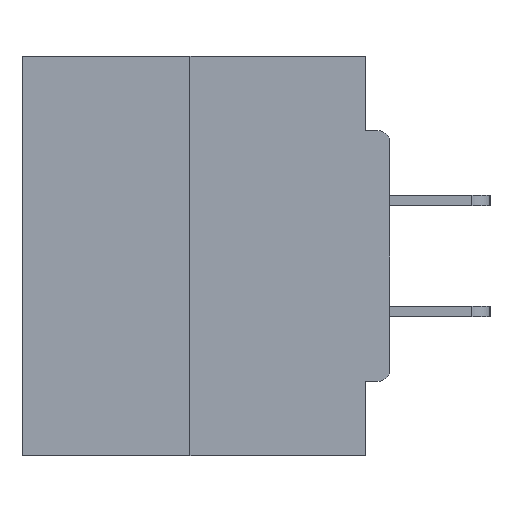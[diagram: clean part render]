
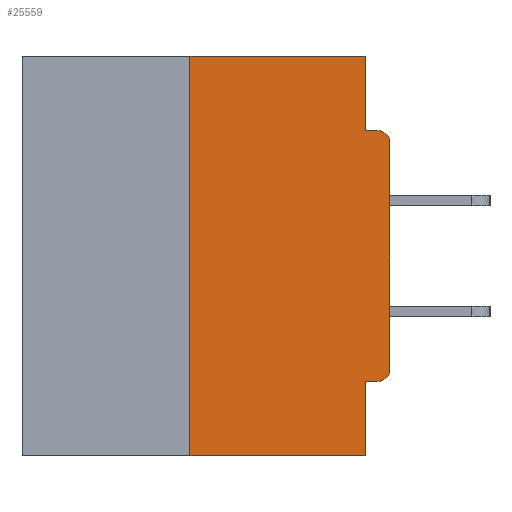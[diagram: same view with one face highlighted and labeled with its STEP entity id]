
A CAD part, left-side view. The second image highlights one B-rep face of the part: STEP entity #25559.
In plain terms, the highlighted planar face has unit normal (-1, 0, 0).
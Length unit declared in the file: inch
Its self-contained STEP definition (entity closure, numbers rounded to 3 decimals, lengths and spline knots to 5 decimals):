
#1663 = CARTESIAN_POINT ( 'NONE',  ( 0., 0.015, -0.4065 ) ) ;
#2026 = VECTOR ( 'NONE', #35872, 39.37008 ) ;
#2421 = CARTESIAN_POINT ( 'NONE',  ( 0., 0.015, -0.1085 ) ) ;
#2606 = DIRECTION ( 'NONE',  ( -1., 0., 0. ) ) ;
#2663 = VERTEX_POINT ( 'NONE', #1663 ) ;
#2977 = VECTOR ( 'NONE', #37029, 39.37008 ) ;
#2983 = LINE ( 'NONE', #11066, #2977 ) ;
#3489 = LINE ( 'NONE', #15689, #30094 ) ;
#3952 = CARTESIAN_POINT ( 'NONE',  ( 0., 0., -0.3915 ) ) ;
#5486 = VECTOR ( 'NONE', #9437, 39.37008 ) ;
#6258 = VERTEX_POINT ( 'NONE', #17092 ) ;
#6401 = VERTEX_POINT ( 'NONE', #28879 ) ;
#6566 = DIRECTION ( 'NONE',  ( 0., 0., -1. ) ) ;
#7242 = LINE ( 'NONE', #18329, #30045 ) ;
#7345 = CARTESIAN_POINT ( 'NONE',  ( 0., 0.031, 0. ) ) ;
#7819 = EDGE_CURVE ( 'NONE', #24912, #33930, #24544, .T. ) ;
#8836 = EDGE_CURVE ( 'NONE', #33930, #17273, #27554, .T. ) ;
#9258 = CARTESIAN_POINT ( 'NONE',  ( 0., 0.25, 0. ) ) ;
#9357 = VERTEX_POINT ( 'NONE', #31375 ) ;
#9387 = AXIS2_PLACEMENT_3D ( 'NONE', #33261, #19311, #19128 ) ;
#9437 = DIRECTION ( 'NONE',  ( 0., 0., 1. ) ) ;
#9439 = AXIS2_PLACEMENT_3D ( 'NONE', #35920, #21029, #6566 ) ;
#9600 = ORIENTED_EDGE ( 'NONE', *, *, #20121, .F. ) ;
#10112 = CARTESIAN_POINT ( 'NONE',  ( 0., 0., -0.1085 ) ) ;
#10119 = EDGE_CURVE ( 'NONE', #25475, #14978, #33400, .T. ) ;
#11066 = CARTESIAN_POINT ( 'NONE',  ( 0., 0.031, -0.5 ) ) ;
#11138 = EDGE_CURVE ( 'NONE', #14978, #18743, #13388, .T. ) ;
#11279 = LINE ( 'NONE', #26135, #29013 ) ;
#11670 = ORIENTED_EDGE ( 'NONE', *, *, #11138, .T. ) ;
#11943 = EDGE_CURVE ( 'NONE', #17273, #18743, #11279, .T. ) ;
#13388 = CIRCLE ( 'NONE', #24888, 0.015 ) ;
#13587 = CARTESIAN_POINT ( 'NONE',  ( 0., 0.031, -0.0935 ) ) ;
#14050 = DIRECTION ( 'NONE',  ( 0., 0., -1. ) ) ;
#14851 = DIRECTION ( 'NONE',  ( 0., -1., 0. ) ) ;
#14949 = ORIENTED_EDGE ( 'NONE', *, *, #26644, .T. ) ;
#14978 = VERTEX_POINT ( 'NONE', #10112 ) ;
#15689 = CARTESIAN_POINT ( 'NONE',  ( 0., 0., -0.4065 ) ) ;
#15762 = FACE_OUTER_BOUND ( 'NONE', #33506, .T. ) ;
#16505 = PLANE ( 'NONE',  #9387 ) ;
#17092 = CARTESIAN_POINT ( 'NONE',  ( 0., 0.25, -0.5 ) ) ;
#17215 = CIRCLE ( 'NONE', #9439, 0.015 ) ;
#17273 = VERTEX_POINT ( 'NONE', #13587 ) ;
#18329 = CARTESIAN_POINT ( 'NONE',  ( 0., 0.46, -0.5 ) ) ;
#18743 = VERTEX_POINT ( 'NONE', #28808 ) ;
#19128 = DIRECTION ( 'NONE',  ( 0., 0., -1. ) ) ;
#19311 = DIRECTION ( 'NONE',  ( 1., 0., 0. ) ) ;
#19506 = ORIENTED_EDGE ( 'NONE', *, *, #10119, .T. ) ;
#19688 = EDGE_CURVE ( 'NONE', #2663, #6401, #3489, .T. ) ;
#20121 = EDGE_CURVE ( 'NONE', #6258, #24912, #32014, .T. ) ;
#21029 = DIRECTION ( 'NONE',  ( -1., 0., 0. ) ) ;
#21134 = DIRECTION ( 'NONE',  ( 0., 1., 0. ) ) ;
#21794 = ORIENTED_EDGE ( 'NONE', *, *, #19688, .F. ) ;
#24160 = DIRECTION ( 'NONE',  ( 0., -1., 0. ) ) ;
#24175 = CARTESIAN_POINT ( 'NONE',  ( 0., 0.46, 0. ) ) ;
#24544 = LINE ( 'NONE', #24175, #30694 ) ;
#24745 = VECTOR ( 'NONE', #30023, 39.37008 ) ;
#24888 = AXIS2_PLACEMENT_3D ( 'NONE', #2421, #2606, #14050 ) ;
#24912 = VERTEX_POINT ( 'NONE', #29924 ) ;
#25475 = VERTEX_POINT ( 'NONE', #3952 ) ;
#25559 = ADVANCED_FACE ( 'NONE', ( #15762 ), #16505, .F. ) ;
#26135 = CARTESIAN_POINT ( 'NONE',  ( 0., 0., -0.0935 ) ) ;
#26381 = ORIENTED_EDGE ( 'NONE', *, *, #28845, .F. ) ;
#26644 = EDGE_CURVE ( 'NONE', #2663, #25475, #17215, .T. ) ;
#27554 = LINE ( 'NONE', #30210, #24745 ) ;
#28808 = CARTESIAN_POINT ( 'NONE',  ( 0., 0.015, -0.0935 ) ) ;
#28845 = EDGE_CURVE ( 'NONE', #6401, #9357, #2983, .T. ) ;
#28879 = CARTESIAN_POINT ( 'NONE',  ( 0., 0.031, -0.4065 ) ) ;
#29013 = VECTOR ( 'NONE', #14851, 39.37008 ) ;
#29656 = EDGE_CURVE ( 'NONE', #6258, #9357, #7242, .T. ) ;
#29924 = CARTESIAN_POINT ( 'NONE',  ( 0., 0.25, 0. ) ) ;
#30023 = DIRECTION ( 'NONE',  ( 0., 0., -1. ) ) ;
#30045 = VECTOR ( 'NONE', #24160, 39.37008 ) ;
#30094 = VECTOR ( 'NONE', #21134, 39.37008 ) ;
#30210 = CARTESIAN_POINT ( 'NONE',  ( 0., 0.031, 0. ) ) ;
#30694 = VECTOR ( 'NONE', #32466, 39.37008 ) ;
#31375 = CARTESIAN_POINT ( 'NONE',  ( 0., 0.031, -0.5 ) ) ;
#32014 = LINE ( 'NONE', #9258, #5486 ) ;
#32466 = DIRECTION ( 'NONE',  ( 0., -1., 0. ) ) ;
#33261 = CARTESIAN_POINT ( 'NONE',  ( 0., 0.46, 0. ) ) ;
#33400 = LINE ( 'NONE', #36060, #2026 ) ;
#33506 = EDGE_LOOP ( 'NONE', ( #35595, #9600, #34718, #26381, #21794, #14949, #19506, #11670, #35243, #36037 ) ) ;
#33930 = VERTEX_POINT ( 'NONE', #7345 ) ;
#34718 = ORIENTED_EDGE ( 'NONE', *, *, #29656, .T. ) ;
#35243 = ORIENTED_EDGE ( 'NONE', *, *, #11943, .F. ) ;
#35595 = ORIENTED_EDGE ( 'NONE', *, *, #7819, .F. ) ;
#35872 = DIRECTION ( 'NONE',  ( 0., 0., 1. ) ) ;
#35920 = CARTESIAN_POINT ( 'NONE',  ( 0., 0.015, -0.3915 ) ) ;
#36037 = ORIENTED_EDGE ( 'NONE', *, *, #8836, .F. ) ;
#36060 = CARTESIAN_POINT ( 'NONE',  ( 0., 0., 0. ) ) ;
#37029 = DIRECTION ( 'NONE',  ( 0., 0., -1. ) ) ;
